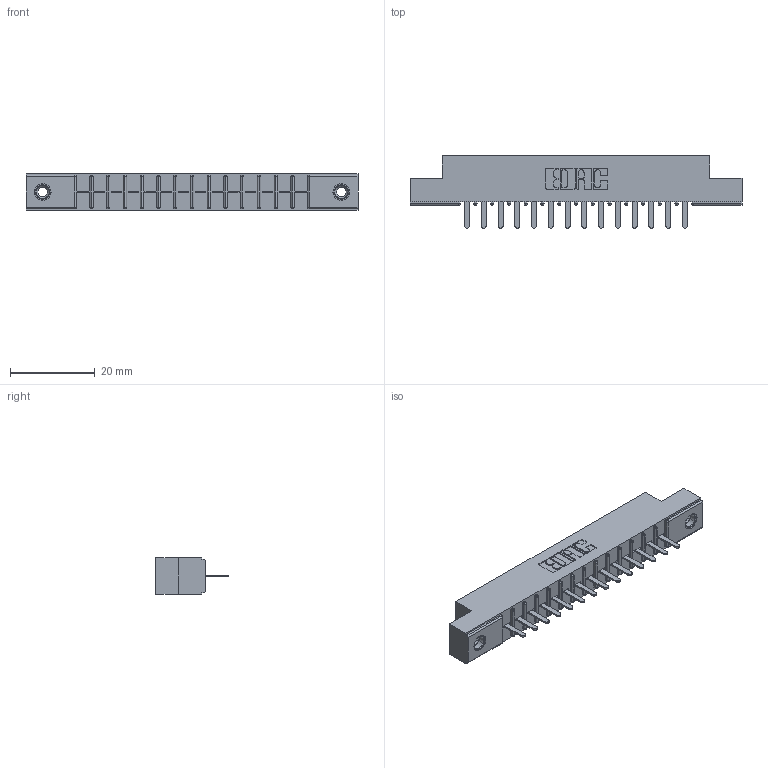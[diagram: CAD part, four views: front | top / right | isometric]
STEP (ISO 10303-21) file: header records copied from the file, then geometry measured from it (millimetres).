
FILE_DESCRIPTION (( 'STEP AP203' ), '1' );
FILE_NAME ('316-014-520-108.STEP', '2018-07-31T00:42:16', ( '' ), ( '' ), 'SwSTEP 2.0', 'SolidWorks 2016', '' );
FILE_SCHEMA (( 'CONFIG_CONTROL_DESIGN' ));
Length unit declared in the file: inch
Products named in the file (4): 306 Part_.156 Dia; 306-290-001_120; 345-250-001_345-250-003-102; 316-014-520-108
Assembly tree (17 placements, depth 2):
  316-014-520-108
    306 Part_.156 Dia
    306-290-001_120  x14
    345-250-001_345-250-003-102  x2
Bounding box: 78.49 x 17.12 x 8.71 mm (x, y, z)
Volume: 5332 mm3; surface area: 7648.4 mm2
Topology: 17 solids, 17 shells, 1156 faces, 3210 edges, 2056 vertices
Faces by surface type: plane 758, cylinder 326, sphere 56, cone 12, torus 4
Entity records: 17824 total; most frequent: CARTESIAN_POINT 2968, DIRECTION 2938, ORIENTED_EDGE 2932, EDGE_CURVE 1466, VECTOR 1130, LINE 1130, VERTEX_POINT 934, AXIS2_PLACEMENT_3D 904
